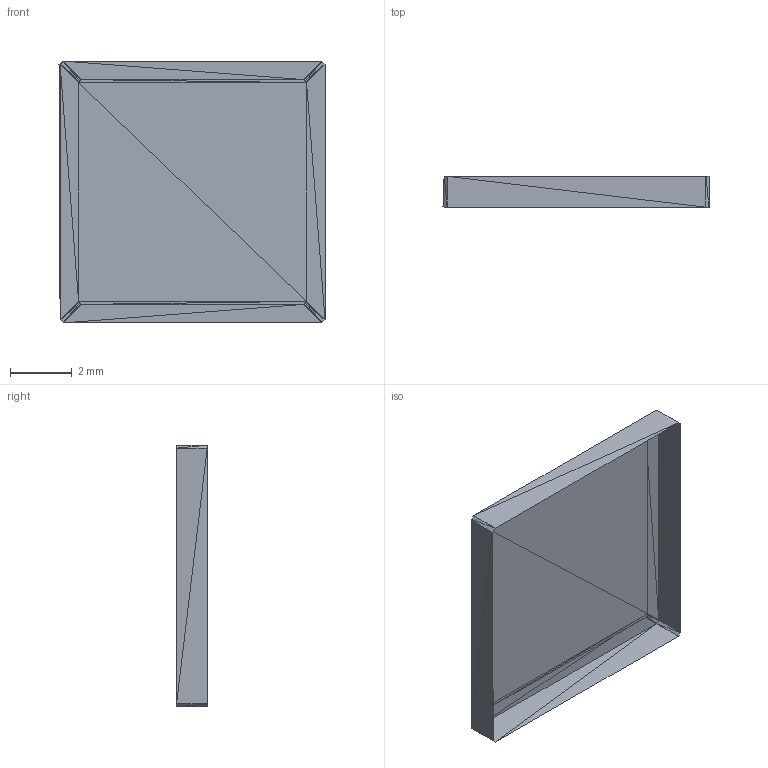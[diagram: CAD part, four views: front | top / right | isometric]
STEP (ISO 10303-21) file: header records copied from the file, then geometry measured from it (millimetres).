
FILE_DESCRIPTION(('FreeCAD Model'),'2;1');
FILE_NAME('lcd_sq.step','2018-02-17T18:44:11',('Author'),(''), 'Open CASCADE STEP processor 6.8','FreeCAD','Unknown');
FILE_SCHEMA(('AUTOMOTIVE_DESIGN_CC2 { 1 2 10303 214 -1 1 5 4 }'));
Length unit declared in the file: millimetre
Products named in the file (2): ASSEMBLY; lcd_sq001
Assembly tree (1 placements, depth 2):
  ASSEMBLY
    lcd_sq001
Bounding box: 8.64 x 1 x 8.5 mm (x, y, z)
Surface area: 110 mm2 (no closed solid volume)
Topology: 0 solids, 1 shells, 134 faces, 205 edges, 72 vertices
Faces by surface type: plane 134
Entity records: 2690 total; most frequent: DIRECTION 477, CARTESIAN_POINT 413, ORIENTED_EDGE 402, EDGE_CURVE 205, LINE 205, VECTOR 205, AXIS2_PLACEMENT_3D 136, ADVANCED_FACE 134
